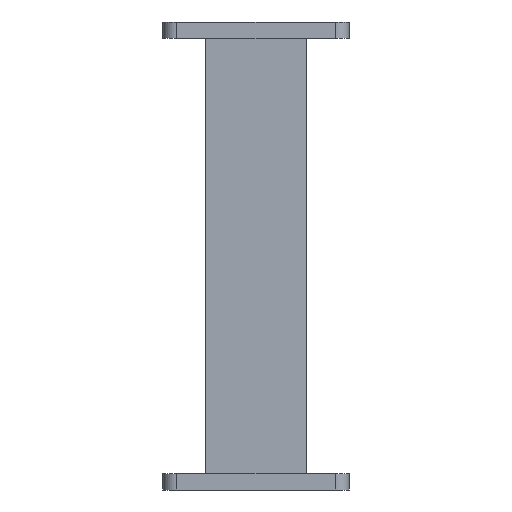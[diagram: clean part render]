
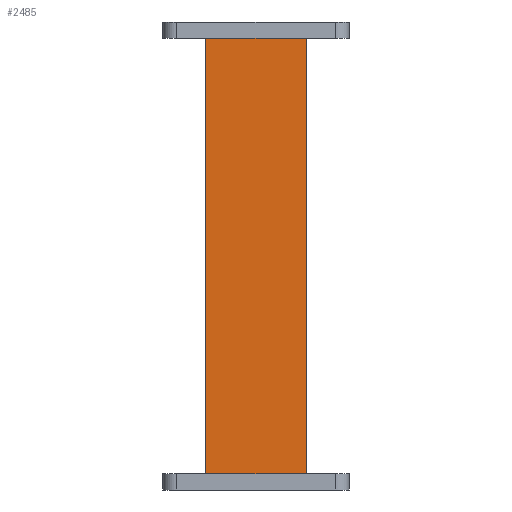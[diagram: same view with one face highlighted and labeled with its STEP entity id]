
A CAD part, front view. The second image highlights one B-rep face of the part: STEP entity #2485.
In plain terms, the highlighted planar face has unit normal (0, -1, 0).
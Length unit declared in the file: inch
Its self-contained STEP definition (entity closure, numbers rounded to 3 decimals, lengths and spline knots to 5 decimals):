
#16 = PLANE ( 'NONE',  #2383 ) ;
#118 = CARTESIAN_POINT ( 'NONE',  ( -0.859, -0.4615, 4. ) ) ;
#239 = DIRECTION ( 'NONE',  ( 1., 0., 0. ) ) ;
#343 = LINE ( 'NONE', #2820, #2169 ) ;
#349 = CARTESIAN_POINT ( 'NONE',  ( -0.859, -0.4615, -3.72441 ) ) ;
#561 = LINE ( 'NONE', #349, #1776 ) ;
#600 = VERTEX_POINT ( 'NONE', #1044 ) ;
#661 = LINE ( 'NONE', #918, #1357 ) ;
#918 = CARTESIAN_POINT ( 'NONE',  ( 0., -0.4615, 3.72441 ) ) ;
#1038 = LINE ( 'NONE', #118, #1822 ) ;
#1044 = CARTESIAN_POINT ( 'NONE',  ( 0.859, -0.4615, -3.72441 ) ) ;
#1127 = FACE_OUTER_BOUND ( 'NONE', #1637, .T. ) ;
#1271 = EDGE_CURVE ( 'NONE', #2300, #600, #343, .T. ) ;
#1280 = CARTESIAN_POINT ( 'NONE',  ( -0.859, -0.4615, 3.72441 ) ) ;
#1300 = ORIENTED_EDGE ( 'NONE', *, *, #1978, .T. ) ;
#1357 = VECTOR ( 'NONE', #1366, 39.37008 ) ;
#1366 = DIRECTION ( 'NONE',  ( 1., 0., 0. ) ) ;
#1603 = ORIENTED_EDGE ( 'NONE', *, *, #1271, .F. ) ;
#1637 = EDGE_LOOP ( 'NONE', ( #2509, #1300, #2940, #1603 ) ) ;
#1669 = DIRECTION ( 'NONE',  ( 0., 0., -1. ) ) ;
#1743 = VERTEX_POINT ( 'NONE', #1867 ) ;
#1776 = VECTOR ( 'NONE', #2368, 39.37008 ) ;
#1822 = VECTOR ( 'NONE', #1942, 39.37008 ) ;
#1867 = CARTESIAN_POINT ( 'NONE',  ( -0.859, -0.4615, -3.72441 ) ) ;
#1942 = DIRECTION ( 'NONE',  ( 0., 0., -1. ) ) ;
#1978 = EDGE_CURVE ( 'NONE', #2252, #1743, #1038, .T. ) ;
#2169 = VECTOR ( 'NONE', #1669, 39.37008 ) ;
#2252 = VERTEX_POINT ( 'NONE', #1280 ) ;
#2300 = VERTEX_POINT ( 'NONE', #2862 ) ;
#2368 = DIRECTION ( 'NONE',  ( 1., 0., 0. ) ) ;
#2383 = AXIS2_PLACEMENT_3D ( 'NONE', #2928, #2745, #239 ) ;
#2425 = EDGE_CURVE ( 'NONE', #1743, #600, #561, .T. ) ;
#2485 = ADVANCED_FACE ( 'NONE', ( #1127 ), #16, .F. ) ;
#2498 = EDGE_CURVE ( 'NONE', #2252, #2300, #661, .T. ) ;
#2509 = ORIENTED_EDGE ( 'NONE', *, *, #2498, .F. ) ;
#2745 = DIRECTION ( 'NONE',  ( 0., 1., 0. ) ) ;
#2820 = CARTESIAN_POINT ( 'NONE',  ( 0.859, -0.4615, 4. ) ) ;
#2862 = CARTESIAN_POINT ( 'NONE',  ( 0.859, -0.4615, 3.72441 ) ) ;
#2928 = CARTESIAN_POINT ( 'NONE',  ( -0.859, -0.4615, 4. ) ) ;
#2940 = ORIENTED_EDGE ( 'NONE', *, *, #2425, .T. ) ;
